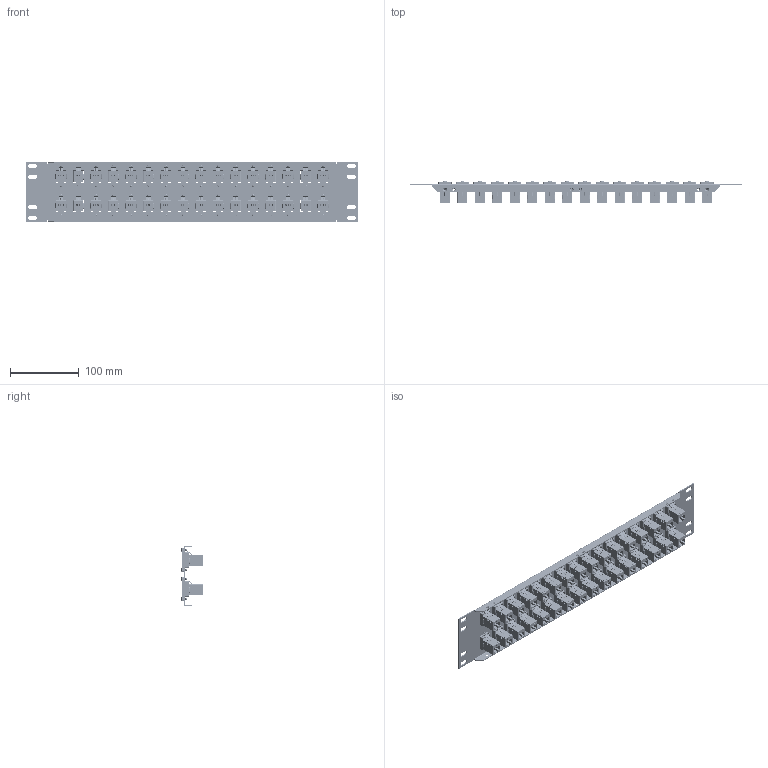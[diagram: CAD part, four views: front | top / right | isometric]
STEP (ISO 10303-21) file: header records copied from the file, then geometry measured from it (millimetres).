
FILE_DESCRIPTION (( 'STEP AP203' ), '1' );
FILE_NAME ('PR35F504B-SC6A.STEP', '2014-10-15T18:54:42', ( 'x' ), ( '' ), 'SwSTEP 2.0', 'SolidWorks 2014', '' );
FILE_SCHEMA (( 'CONFIG_CONTROL_DESIGN' ));
Length unit declared in the file: inch
Products named in the file (5): PR35F504B; ECF-SK_with Global Connectivity logo; TDG1026KS-C6A_New Logo; 91772A106_default; PR35F504B-SC6A
Assembly tree (129 placements, depth 2):
  PR35F504B-SC6A
    PR35F504B
    ECF-SK_with Global Connectivity logo  x32
    TDG1026KS-C6A_New Logo  x32
    91772A106_default  x64
Bounding box: 482.6 x 32 x 88.39 mm (x, y, z)
Volume: 269089.9 mm3; surface area: 283452.3 mm2
Topology: 129 solids, 129 shells, 22640 faces, 61307 edges, 39586 vertices
Faces by surface type: plane 11651, bspline 4257, cylinder 3668, cone 2456, sphere 384, torus 224
Entity records: 86162 total; most frequent: CARTESIAN_POINT 38307, ORIENTED_EDGE 10032, DIRECTION 7205, EDGE_CURVE 5016, VERTEX_POINT 3316, LINE 3209, VECTOR 3209, EDGE_LOOP 2216
